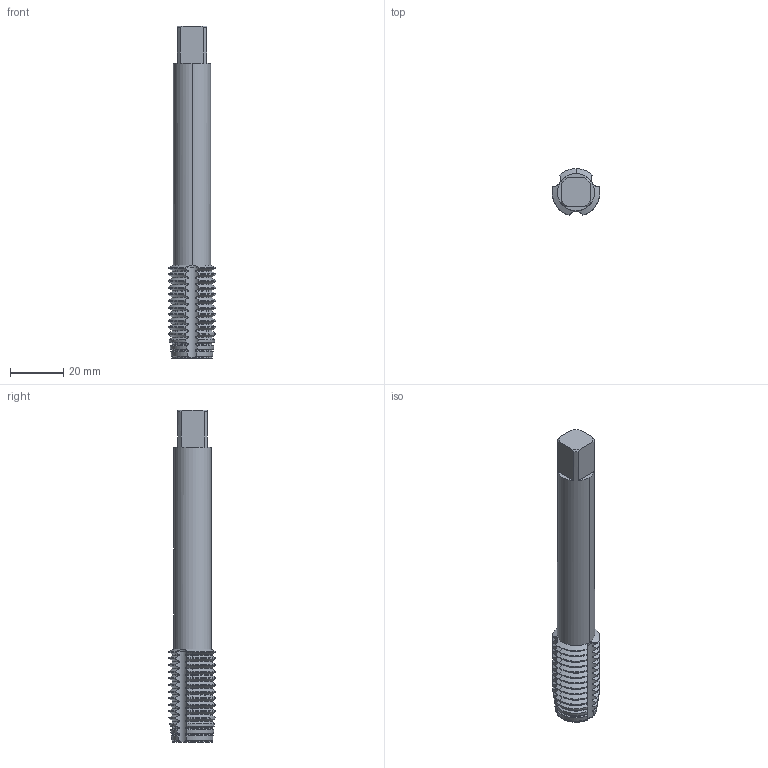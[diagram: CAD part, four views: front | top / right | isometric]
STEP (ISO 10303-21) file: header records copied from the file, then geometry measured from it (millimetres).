
FILE_DESCRIPTION(('no description'),'unknown implementation level');
FILE_NAME('solidlqsh_d7yGPlaUpCBN2Ro_gnT3Jk_1.STP',' ',('CIM GmbH Aachen'),('CADClick - KiM GmbH - www.kimweb.de'),'unknown preprocess','ACIS','unknown authorization');
FILE_SCHEMA(('automotive_design'));
Length unit declared in the file: millimetre
Products named in the file (2): 1; 2
Bounding box: 18 x 17.62 x 125 mm (x, y, z)
Volume: 20359.4 mm3; surface area: 10098.1 mm2
Topology: 2 solids, 2 shells, 321 faces, 889 edges, 572 vertices
Faces by surface type: cone 166, cylinder 135, plane 17, torus 3
Entity records: 22386 total; most frequent: CARTESIAN_POINT 4383, STYLED_ITEM 1784, PRESENTATION_STYLE_ASSIGNMENT 1784, COLOUR_RGB 1784, ORIENTED_EDGE 1778, DIRECTION 1681, EDGE_CURVE 889, CURVE_STYLE 889
